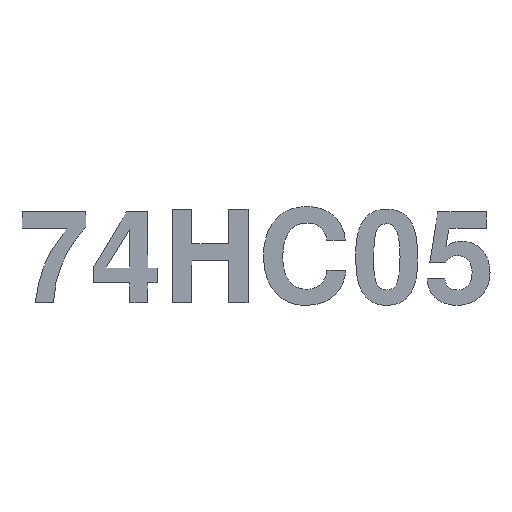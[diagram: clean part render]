
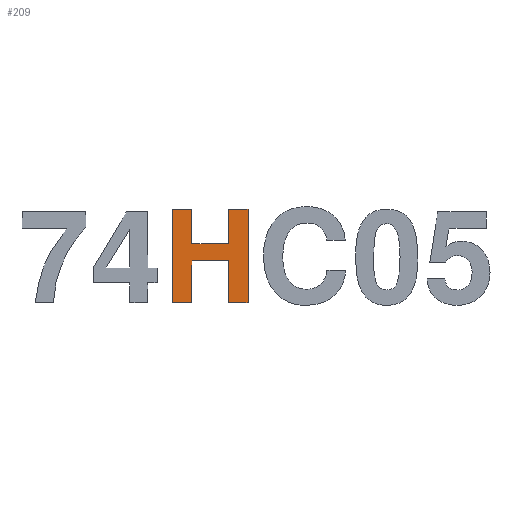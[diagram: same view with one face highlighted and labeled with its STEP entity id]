
A CAD part, top view. The second image highlights one B-rep face of the part: STEP entity #209.
In plain terms, the highlighted planar face has unit normal (0, 0, 1).
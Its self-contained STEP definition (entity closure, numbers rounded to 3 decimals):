
#209 = ADVANCED_FACE('',(#210),#308,.F.);
#210 = FACE_BOUND('',#211,.F.);
#211 = EDGE_LOOP('',(#212,#222,#230,#238,#246,#254,#262,#270,#278,#286,
    #294,#302));
#212 = ORIENTED_EDGE('',*,*,#213,.F.);
#213 = EDGE_CURVE('',#214,#216,#218,.T.);
#214 = VERTEX_POINT('',#215);
#215 = CARTESIAN_POINT('',(2.755,0.558,0.));
#216 = VERTEX_POINT('',#217);
#217 = CARTESIAN_POINT('',(2.755,0.,0.));
#218 = LINE('',#219,#220);
#219 = CARTESIAN_POINT('',(2.755,0.558,0.));
#220 = VECTOR('',#221,1.);
#221 = DIRECTION('',(0.,-1.,0.));
#222 = ORIENTED_EDGE('',*,*,#223,.F.);
#223 = EDGE_CURVE('',#224,#214,#226,.T.);
#224 = VERTEX_POINT('',#225);
#225 = CARTESIAN_POINT('',(2.27,0.558,0.));
#226 = LINE('',#227,#228);
#227 = CARTESIAN_POINT('',(2.27,0.558,0.));
#228 = VECTOR('',#229,1.);
#229 = DIRECTION('',(1.,0.,0.));
#230 = ORIENTED_EDGE('',*,*,#231,.F.);
#231 = EDGE_CURVE('',#232,#224,#234,.T.);
#232 = VERTEX_POINT('',#233);
#233 = CARTESIAN_POINT('',(2.27,0.,0.));
#234 = LINE('',#235,#236);
#235 = CARTESIAN_POINT('',(2.27,0.,0.));
#236 = VECTOR('',#237,1.);
#237 = DIRECTION('',(0.,1.,0.));
#238 = ORIENTED_EDGE('',*,*,#239,.F.);
#239 = EDGE_CURVE('',#240,#232,#242,.T.);
#240 = VERTEX_POINT('',#241);
#241 = CARTESIAN_POINT('',(2.019,0.,0.));
#242 = LINE('',#243,#244);
#243 = CARTESIAN_POINT('',(2.019,0.,0.));
#244 = VECTOR('',#245,1.);
#245 = DIRECTION('',(1.,0.,0.));
#246 = ORIENTED_EDGE('',*,*,#247,.F.);
#247 = EDGE_CURVE('',#248,#240,#250,.T.);
#248 = VERTEX_POINT('',#249);
#249 = CARTESIAN_POINT('',(2.019,1.222,0.));
#250 = LINE('',#251,#252);
#251 = CARTESIAN_POINT('',(2.019,1.222,0.));
#252 = VECTOR('',#253,1.);
#253 = DIRECTION('',(0.,-1.,0.));
#254 = ORIENTED_EDGE('',*,*,#255,.F.);
#255 = EDGE_CURVE('',#256,#248,#258,.T.);
#256 = VERTEX_POINT('',#257);
#257 = CARTESIAN_POINT('',(2.27,1.222,0.));
#258 = LINE('',#259,#260);
#259 = CARTESIAN_POINT('',(2.27,1.222,0.));
#260 = VECTOR('',#261,1.);
#261 = DIRECTION('',(-1.,0.,0.));
#262 = ORIENTED_EDGE('',*,*,#263,.F.);
#263 = EDGE_CURVE('',#264,#256,#266,.T.);
#264 = VERTEX_POINT('',#265);
#265 = CARTESIAN_POINT('',(2.27,0.768,0.));
#266 = LINE('',#267,#268);
#267 = CARTESIAN_POINT('',(2.27,0.768,0.));
#268 = VECTOR('',#269,1.);
#269 = DIRECTION('',(0.,1.,0.));
#270 = ORIENTED_EDGE('',*,*,#271,.F.);
#271 = EDGE_CURVE('',#272,#264,#274,.T.);
#272 = VERTEX_POINT('',#273);
#273 = CARTESIAN_POINT('',(2.753,0.768,0.));
#274 = LINE('',#275,#276);
#275 = CARTESIAN_POINT('',(2.753,0.768,0.));
#276 = VECTOR('',#277,1.);
#277 = DIRECTION('',(-1.,0.,0.));
#278 = ORIENTED_EDGE('',*,*,#279,.F.);
#279 = EDGE_CURVE('',#280,#272,#282,.T.);
#280 = VERTEX_POINT('',#281);
#281 = CARTESIAN_POINT('',(2.753,1.222,0.));
#282 = LINE('',#283,#284);
#283 = CARTESIAN_POINT('',(2.753,1.222,0.));
#284 = VECTOR('',#285,1.);
#285 = DIRECTION('',(0.,-1.,0.));
#286 = ORIENTED_EDGE('',*,*,#287,.F.);
#287 = EDGE_CURVE('',#288,#280,#290,.T.);
#288 = VERTEX_POINT('',#289);
#289 = CARTESIAN_POINT('',(3.006,1.222,0.));
#290 = LINE('',#291,#292);
#291 = CARTESIAN_POINT('',(3.006,1.222,0.));
#292 = VECTOR('',#293,1.);
#293 = DIRECTION('',(-1.,0.,0.));
#294 = ORIENTED_EDGE('',*,*,#295,.F.);
#295 = EDGE_CURVE('',#296,#288,#298,.T.);
#296 = VERTEX_POINT('',#297);
#297 = CARTESIAN_POINT('',(3.006,0.,0.));
#298 = LINE('',#299,#300);
#299 = CARTESIAN_POINT('',(3.006,0.,0.));
#300 = VECTOR('',#301,1.);
#301 = DIRECTION('',(0.,1.,0.));
#302 = ORIENTED_EDGE('',*,*,#303,.F.);
#303 = EDGE_CURVE('',#216,#296,#304,.T.);
#304 = LINE('',#305,#306);
#305 = CARTESIAN_POINT('',(2.755,0.,0.));
#306 = VECTOR('',#307,1.);
#307 = DIRECTION('',(1.,0.,0.));
#308 = PLANE('',#309);
#309 = AXIS2_PLACEMENT_3D('',#310,#311,#312);
#310 = CARTESIAN_POINT('',(2.512,0.615,0.));
#311 = DIRECTION('',(-0.,-0.,-1.));
#312 = DIRECTION('',(-1.,0.,0.));
